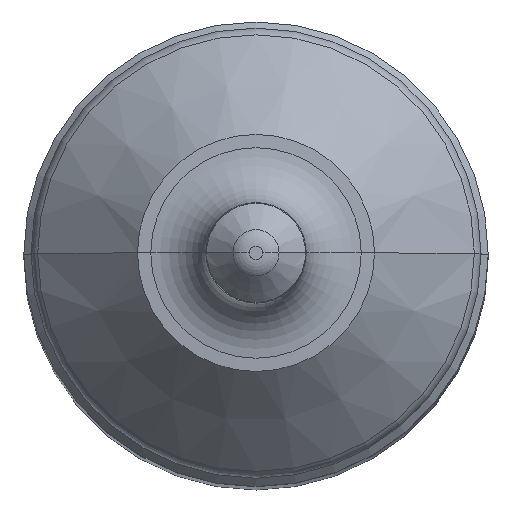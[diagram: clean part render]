
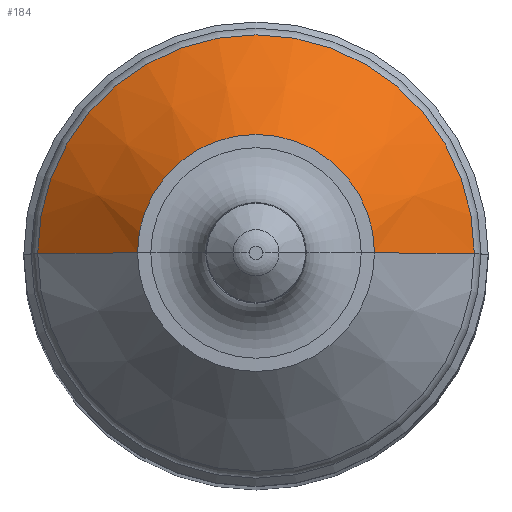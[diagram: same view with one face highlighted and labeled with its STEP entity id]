
A CAD part, top view. The second image highlights one B-rep face of the part: STEP entity #184.
In plain terms, the highlighted conical face has half-angle 45 degrees and reference radius 4.082 mm.
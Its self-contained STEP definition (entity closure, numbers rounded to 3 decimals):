
#1 = VERTEX_POINT ( 'NONE', #385 ) ;
#7 = EDGE_CURVE ( 'NONE', #121, #1, #377, .T. ) ;
#64 = ORIENTED_EDGE ( 'NONE', *, *, #7, .F. ) ;
#65 = VERTEX_POINT ( 'NONE', #426 ) ;
#66 = EDGE_CURVE ( 'NONE', #324, #121, #511, .T. ) ;
#121 = VERTEX_POINT ( 'NONE', #630 ) ;
#166 = EDGE_CURVE ( 'NONE', #65, #1, #662, .T. ) ;
#182 = EDGE_CURVE ( 'NONE', #324, #65, #848, .T. ) ;
#183 = ORIENTED_EDGE ( 'NONE', *, *, #166, .T. ) ;
#184 = ADVANCED_FACE ( 'NONE', ( #799 ), #793, .T. ) ;
#303 = ORIENTED_EDGE ( 'NONE', *, *, #66, .F. ) ;
#305 = EDGE_LOOP ( 'NONE', ( #306, #183, #64, #303 ) ) ;
#306 = ORIENTED_EDGE ( 'NONE', *, *, #182, .T. ) ;
#324 = VERTEX_POINT ( 'NONE', #1079 ) ;
#374 = DIRECTION ( 'NONE',  ( -1., 0., 0. ) ) ;
#375 = DIRECTION ( 'NONE',  ( 0., 0., -1. ) ) ;
#376 = CARTESIAN_POINT ( 'NONE',  ( 0., 0., 92.112 ) ) ;
#377 = CIRCLE ( 'NONE', #388, 7.52 ) ;
#385 = CARTESIAN_POINT ( 'NONE',  ( 7.52, 0., 92.112 ) ) ;
#388 = AXIS2_PLACEMENT_3D ( 'NONE', #376, #375, #374 ) ;
#426 = CARTESIAN_POINT ( 'NONE',  ( 4.082, 0., 95.549 ) ) ;
#508 = DIRECTION ( 'NONE',  ( -0.707, 0., -0.707 ) ) ;
#509 = VECTOR ( 'NONE', #508, 1000. ) ;
#510 = CARTESIAN_POINT ( 'NONE',  ( -4.082, 0., 95.549 ) ) ;
#511 = LINE ( 'NONE', #510, #509 ) ;
#630 = CARTESIAN_POINT ( 'NONE',  ( -7.52, 0., 92.112 ) ) ;
#662 = LINE ( 'NONE', #680, #679 ) ;
#678 = DIRECTION ( 'NONE',  ( 0.707, 0., -0.707 ) ) ;
#679 = VECTOR ( 'NONE', #678, 1000. ) ;
#680 = CARTESIAN_POINT ( 'NONE',  ( 4.082, 0., 95.549 ) ) ;
#793 = CONICAL_SURFACE ( 'NONE', #812, 4.082, 0.785 ) ;
#794 = DIRECTION ( 'NONE',  ( -1., 0., 0. ) ) ;
#795 = DIRECTION ( 'NONE',  ( 0., 0., -1. ) ) ;
#796 = CARTESIAN_POINT ( 'NONE',  ( 0., 0., 95.549 ) ) ;
#797 = AXIS2_PLACEMENT_3D ( 'NONE', #796, #795, #794 ) ;
#799 = FACE_OUTER_BOUND ( 'NONE', #305, .T. ) ;
#812 = AXIS2_PLACEMENT_3D ( 'NONE', #945, #919, #914 ) ;
#848 = CIRCLE ( 'NONE', #797, 4.082 ) ;
#914 = DIRECTION ( 'NONE',  ( -1., 0., 0. ) ) ;
#919 = DIRECTION ( 'NONE',  ( 0., 0., -1. ) ) ;
#945 = CARTESIAN_POINT ( 'NONE',  ( 0., 0., 95.549 ) ) ;
#1079 = CARTESIAN_POINT ( 'NONE',  ( -4.082, 0., 95.549 ) ) ;
